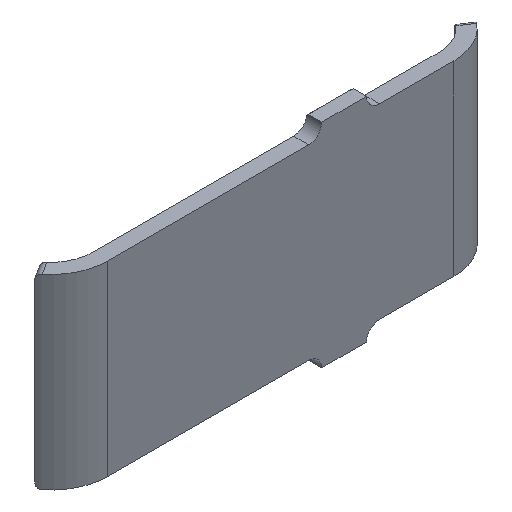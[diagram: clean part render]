
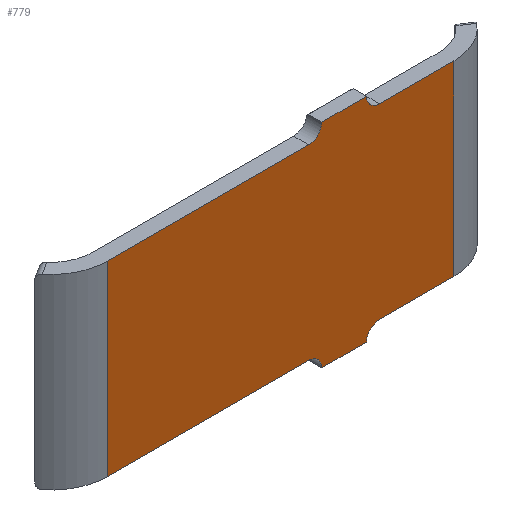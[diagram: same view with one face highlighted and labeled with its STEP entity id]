
A CAD part, isometric view. The second image highlights one B-rep face of the part: STEP entity #779.
In plain terms, the highlighted planar face has unit normal (0, -1, 0).
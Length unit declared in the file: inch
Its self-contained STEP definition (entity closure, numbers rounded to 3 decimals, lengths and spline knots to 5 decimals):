
#4 = VERTEX_POINT ( 'NONE', #867 ) ;
#10 = CARTESIAN_POINT ( 'NONE',  ( -0.23214, -0.02, -0.125 ) ) ;
#19 = VECTOR ( 'NONE', #1315, 39.37008 ) ;
#34 = CARTESIAN_POINT ( 'NONE',  ( 0.055, -0.02, 0.1425 ) ) ;
#36 = VECTOR ( 'NONE', #1102, 39.37008 ) ;
#63 = LINE ( 'NONE', #358, #19 ) ;
#113 = VECTOR ( 'NONE', #542, 39.37008 ) ;
#122 = EDGE_CURVE ( 'NONE', #906, #1409, #840, .T. ) ;
#128 = LINE ( 'NONE', #424, #766 ) ;
#143 = DIRECTION ( 'NONE',  ( 1., 0., 0. ) ) ;
#146 = CARTESIAN_POINT ( 'NONE',  ( 0.23214, -0.02, 0.125 ) ) ;
#147 = EDGE_CURVE ( 'NONE', #431, #906, #240, .T. ) ;
#161 = CARTESIAN_POINT ( 'NONE',  ( 0.23214, -0.02, 0.125 ) ) ;
#177 = DIRECTION ( 'NONE',  ( 0., 0., -1. ) ) ;
#226 = ORIENTED_EDGE ( 'NONE', *, *, #1480, .F. ) ;
#227 = CIRCLE ( 'NONE', #1441, 0.0175 ) ;
#240 = CIRCLE ( 'NONE', #1358, 0.0175 ) ;
#243 = CARTESIAN_POINT ( 'NONE',  ( 0.1325, -0.02, 0.1425 ) ) ;
#249 = VECTOR ( 'NONE', #1400, 39.37008 ) ;
#251 = VECTOR ( 'NONE', #1487, 39.37008 ) ;
#253 = CIRCLE ( 'NONE', #805, 0.0175 ) ;
#260 = DIRECTION ( 'NONE',  ( -1., 0., 0. ) ) ;
#304 = CARTESIAN_POINT ( 'NONE',  ( 0.0375, -0.02, -0.125 ) ) ;
#309 = CARTESIAN_POINT ( 'NONE',  ( -0.23214, -0.02, 0.125 ) ) ;
#310 = EDGE_CURVE ( 'NONE', #1163, #707, #253, .T. ) ;
#314 = DIRECTION ( 'NONE',  ( 1., 0., 0. ) ) ;
#318 = LINE ( 'NONE', #990, #36 ) ;
#345 = DIRECTION ( 'NONE',  ( -1., 0., 0. ) ) ;
#348 = LINE ( 'NONE', #1255, #113 ) ;
#358 = CARTESIAN_POINT ( 'NONE',  ( 0.055, -0.02, 0.1425 ) ) ;
#363 = CARTESIAN_POINT ( 'NONE',  ( 0.0375, -0.02, 0.1425 ) ) ;
#365 = VERTEX_POINT ( 'NONE', #993 ) ;
#384 = EDGE_CURVE ( 'NONE', #1184, #365, #128, .T. ) ;
#391 = VERTEX_POINT ( 'NONE', #10 ) ;
#424 = CARTESIAN_POINT ( 'NONE',  ( 0.23214, -0.02, 0.125 ) ) ;
#431 = VERTEX_POINT ( 'NONE', #462 ) ;
#441 = AXIS2_PLACEMENT_3D ( 'NONE', #161, #1007, #260 ) ;
#458 = VECTOR ( 'NONE', #143, 39.37008 ) ;
#462 = CARTESIAN_POINT ( 'NONE',  ( 0.115, -0.02, -0.1425 ) ) ;
#469 = VERTEX_POINT ( 'NONE', #994 ) ;
#472 = ORIENTED_EDGE ( 'NONE', *, *, #1140, .T. ) ;
#481 = EDGE_CURVE ( 'NONE', #709, #469, #63, .T. ) ;
#482 = DIRECTION ( 'NONE',  ( -1., 0., 0. ) ) ;
#489 = ORIENTED_EDGE ( 'NONE', *, *, #556, .T. ) ;
#524 = EDGE_LOOP ( 'NONE', ( #1296, #686, #472, #824, #829, #1120, #226, #1043, #1312, #846, #537, #489 ) ) ;
#537 = ORIENTED_EDGE ( 'NONE', *, *, #384, .F. ) ;
#542 = DIRECTION ( 'NONE',  ( 1., 0., 0. ) ) ;
#556 = EDGE_CURVE ( 'NONE', #1184, #391, #874, .T. ) ;
#559 = CARTESIAN_POINT ( 'NONE',  ( 0.23214, -0.02, -0.125 ) ) ;
#651 = CARTESIAN_POINT ( 'NONE',  ( 0.1325, -0.02, -0.125 ) ) ;
#652 = CARTESIAN_POINT ( 'NONE',  ( 0.23214, -0.02, 0.125 ) ) ;
#685 = CIRCLE ( 'NONE', #862, 0.0175 ) ;
#686 = ORIENTED_EDGE ( 'NONE', *, *, #310, .T. ) ;
#693 = DIRECTION ( 'NONE',  ( -1., 0., 0. ) ) ;
#704 = EDGE_CURVE ( 'NONE', #1287, #1409, #318, .T. ) ;
#707 = VERTEX_POINT ( 'NONE', #888 ) ;
#709 = VERTEX_POINT ( 'NONE', #34 ) ;
#766 = VECTOR ( 'NONE', #314, 39.37008 ) ;
#779 = ADVANCED_FACE ( 'NONE', ( #897 ), #1462, .F. ) ;
#805 = AXIS2_PLACEMENT_3D ( 'NONE', #885, #1111, #1105 ) ;
#824 = ORIENTED_EDGE ( 'NONE', *, *, #147, .T. ) ;
#829 = ORIENTED_EDGE ( 'NONE', *, *, #122, .T. ) ;
#838 = VECTOR ( 'NONE', #177, 39.37008 ) ;
#840 = LINE ( 'NONE', #1308, #458 ) ;
#846 = ORIENTED_EDGE ( 'NONE', *, *, #945, .T. ) ;
#862 = AXIS2_PLACEMENT_3D ( 'NONE', #363, #1211, #482 ) ;
#867 = CARTESIAN_POINT ( 'NONE',  ( 0.1325, -0.02, 0.125 ) ) ;
#874 = LINE ( 'NONE', #1010, #838 ) ;
#885 = CARTESIAN_POINT ( 'NONE',  ( 0.0375, -0.02, -0.1425 ) ) ;
#888 = CARTESIAN_POINT ( 'NONE',  ( 0.055, -0.02, -0.1425 ) ) ;
#897 = FACE_OUTER_BOUND ( 'NONE', #524, .T. ) ;
#906 = VERTEX_POINT ( 'NONE', #651 ) ;
#945 = EDGE_CURVE ( 'NONE', #709, #365, #685, .T. ) ;
#990 = CARTESIAN_POINT ( 'NONE',  ( 0.23214, -0.02, 0.125 ) ) ;
#993 = CARTESIAN_POINT ( 'NONE',  ( 0.0375, -0.02, 0.125 ) ) ;
#994 = CARTESIAN_POINT ( 'NONE',  ( 0.115, -0.02, 0.1425 ) ) ;
#1007 = DIRECTION ( 'NONE',  ( 0., 1., 0. ) ) ;
#1010 = CARTESIAN_POINT ( 'NONE',  ( -0.23214, -0.02, 0.125 ) ) ;
#1043 = ORIENTED_EDGE ( 'NONE', *, *, #1241, .T. ) ;
#1095 = DIRECTION ( 'NONE',  ( 0., 1., 0. ) ) ;
#1102 = DIRECTION ( 'NONE',  ( 0., 0., -1. ) ) ;
#1105 = DIRECTION ( 'NONE',  ( -1., 0., 0. ) ) ;
#1111 = DIRECTION ( 'NONE',  ( 0., 1., 0. ) ) ;
#1120 = ORIENTED_EDGE ( 'NONE', *, *, #704, .F. ) ;
#1140 = EDGE_CURVE ( 'NONE', #707, #431, #348, .T. ) ;
#1163 = VERTEX_POINT ( 'NONE', #304 ) ;
#1173 = LINE ( 'NONE', #559, #249 ) ;
#1175 = LINE ( 'NONE', #652, #251 ) ;
#1184 = VERTEX_POINT ( 'NONE', #309 ) ;
#1211 = DIRECTION ( 'NONE',  ( 0., 1., 0. ) ) ;
#1220 = CARTESIAN_POINT ( 'NONE',  ( 0.23214, -0.02, -0.125 ) ) ;
#1224 = EDGE_CURVE ( 'NONE', #391, #1163, #1173, .T. ) ;
#1241 = EDGE_CURVE ( 'NONE', #4, #469, #227, .T. ) ;
#1255 = CARTESIAN_POINT ( 'NONE',  ( 0.055, -0.02, -0.1425 ) ) ;
#1287 = VERTEX_POINT ( 'NONE', #146 ) ;
#1296 = ORIENTED_EDGE ( 'NONE', *, *, #1224, .T. ) ;
#1308 = CARTESIAN_POINT ( 'NONE',  ( 0.23214, -0.02, -0.125 ) ) ;
#1312 = ORIENTED_EDGE ( 'NONE', *, *, #481, .F. ) ;
#1315 = DIRECTION ( 'NONE',  ( 1., 0., 0. ) ) ;
#1358 = AXIS2_PLACEMENT_3D ( 'NONE', #1388, #1408, #693 ) ;
#1388 = CARTESIAN_POINT ( 'NONE',  ( 0.1325, -0.02, -0.1425 ) ) ;
#1400 = DIRECTION ( 'NONE',  ( 1., 0., 0. ) ) ;
#1408 = DIRECTION ( 'NONE',  ( 0., 1., 0. ) ) ;
#1409 = VERTEX_POINT ( 'NONE', #1220 ) ;
#1441 = AXIS2_PLACEMENT_3D ( 'NONE', #243, #1095, #345 ) ;
#1462 = PLANE ( 'NONE',  #441 ) ;
#1480 = EDGE_CURVE ( 'NONE', #4, #1287, #1175, .T. ) ;
#1487 = DIRECTION ( 'NONE',  ( 1., 0., 0. ) ) ;
